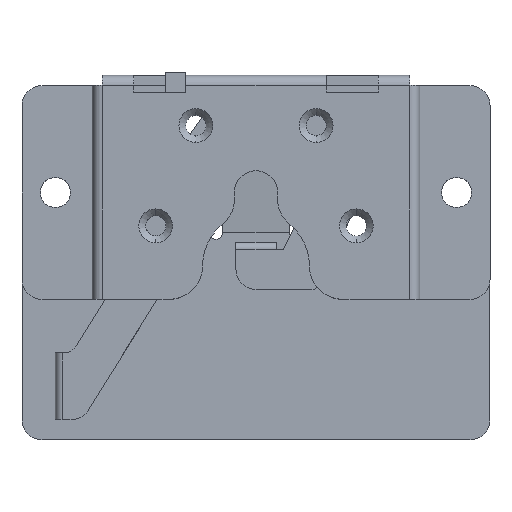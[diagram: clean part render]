
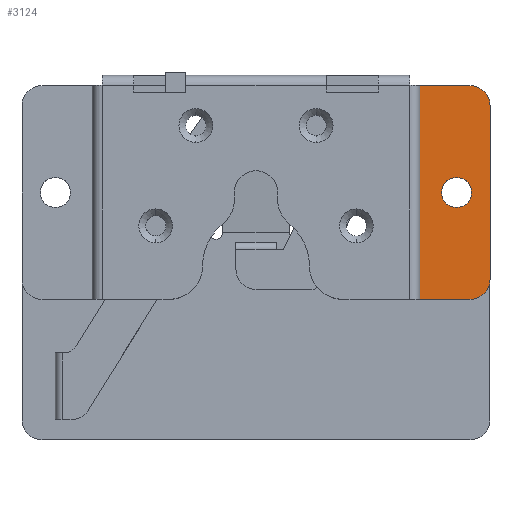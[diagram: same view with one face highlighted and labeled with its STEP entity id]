
A CAD part, top view. The second image highlights one B-rep face of the part: STEP entity #3124.
In plain terms, the highlighted face is planar.
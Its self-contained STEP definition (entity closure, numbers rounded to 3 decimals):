
#30 = AXIS2_PLACEMENT_3D ( 'NONE', #6459, #6460, #6461 ) ;
#33 = VECTOR ( 'NONE', #6423, 1000. ) ;
#79 = AXIS2_PLACEMENT_3D ( 'NONE', #6020, #6033, #6034 ) ;
#252 = CIRCLE ( 'NONE', #79, 2.25 ) ;
#311 = CIRCLE ( 'NONE', #7079, 3. ) ;
#340 = CIRCLE ( 'NONE', #30, 2.25 ) ;
#354 = EDGE_CURVE ( 'NONE', #3343, #3342, #252, .T. ) ;
#361 = CIRCLE ( 'NONE', #411, 3. ) ;
#410 = VECTOR ( 'NONE', #6748, 1000. ) ;
#411 = AXIS2_PLACEMENT_3D ( 'NONE', #6399, #6406, #6407 ) ;
#439 = VECTOR ( 'NONE', #6392, 1000. ) ;
#1542 = EDGE_LOOP ( 'NONE', ( #3766, #3768 ) ) ;
#1543 = EDGE_LOOP ( 'NONE', ( #3770, #3769, #3767, #3771, #3772, #3773 ) ) ;
#1778 = CARTESIAN_POINT ( 'NONE',  ( 24.5, -6.5, -16. ) ) ;
#1780 = CARTESIAN_POINT ( 'NONE',  ( 35., -6.5, 13. ) ) ;
#1781 = CARTESIAN_POINT ( 'NONE',  ( 32., -6.5, -16. ) ) ;
#1914 = CARTESIAN_POINT ( 'NONE',  ( 32.25, -6.5, 0. ) ) ;
#1915 = CARTESIAN_POINT ( 'NONE',  ( 27.75, -6.5, 0. ) ) ;
#1919 = CARTESIAN_POINT ( 'NONE',  ( 35., -6.5, -13. ) ) ;
#1933 = CARTESIAN_POINT ( 'NONE',  ( 24.5, -6.5, 16. ) ) ;
#1947 = CARTESIAN_POINT ( 'NONE',  ( 32., -6.5, 16. ) ) ;
#2987 = EDGE_CURVE ( 'NONE', #3361, #3206, #6390, .T. ) ;
#2992 = EDGE_CURVE ( 'NONE', #3375, #3208, #361, .T. ) ;
#2997 = EDGE_CURVE ( 'NONE', #3209, #3206, #6421, .T. ) ;
#3010 = EDGE_CURVE ( 'NONE', #3342, #3343, #340, .T. ) ;
#3065 = EDGE_CURVE ( 'NONE', #3208, #3347, #6746, .T. ) ;
#3124 = ADVANCED_FACE ( 'NONE', ( #7054, #7059 ), #6930, .F. ) ;
#3137 = EDGE_CURVE ( 'NONE', #3347, #3209, #311, .T. ) ;
#3206 = VERTEX_POINT ( 'NONE', #1778 ) ;
#3208 = VERTEX_POINT ( 'NONE', #1780 ) ;
#3209 = VERTEX_POINT ( 'NONE', #1781 ) ;
#3342 = VERTEX_POINT ( 'NONE', #1914 ) ;
#3343 = VERTEX_POINT ( 'NONE', #1915 ) ;
#3347 = VERTEX_POINT ( 'NONE', #1919 ) ;
#3361 = VERTEX_POINT ( 'NONE', #1933 ) ;
#3375 = VERTEX_POINT ( 'NONE', #1947 ) ;
#3766 = ORIENTED_EDGE ( 'NONE', *, *, #354, .T. ) ;
#3767 = ORIENTED_EDGE ( 'NONE', *, *, #2997, .T. ) ;
#3768 = ORIENTED_EDGE ( 'NONE', *, *, #3010, .T. ) ;
#3769 = ORIENTED_EDGE ( 'NONE', *, *, #3137, .T. ) ;
#3770 = ORIENTED_EDGE ( 'NONE', *, *, #3065, .T. ) ;
#3771 = ORIENTED_EDGE ( 'NONE', *, *, #2987, .F. ) ;
#3772 = ORIENTED_EDGE ( 'NONE', *, *, #6567, .F. ) ;
#3773 = ORIENTED_EDGE ( 'NONE', *, *, #2992, .T. ) ;
#4797 = LINE ( 'NONE', #4798, #7837 ) ;
#4798 = CARTESIAN_POINT ( 'NONE',  ( 24.5, -6.5, 16. ) ) ;
#4799 = DIRECTION ( 'NONE',  ( -1., 0., 0. ) ) ;
#6020 = CARTESIAN_POINT ( 'NONE',  ( 30., -6.5, 0. ) ) ;
#6033 = DIRECTION ( 'NONE',  ( 0., -1., 0. ) ) ;
#6034 = DIRECTION ( 'NONE',  ( 1., 0., 0. ) ) ;
#6390 = LINE ( 'NONE', #6391, #439 ) ;
#6391 = CARTESIAN_POINT ( 'NONE',  ( 24.5, -6.5, 16. ) ) ;
#6392 = DIRECTION ( 'NONE',  ( 0., 0., -1. ) ) ;
#6399 = CARTESIAN_POINT ( 'NONE',  ( 32., -6.5, 13. ) ) ;
#6406 = DIRECTION ( 'NONE',  ( 0., 1., 0. ) ) ;
#6407 = DIRECTION ( 'NONE',  ( 1., 0., 0. ) ) ;
#6421 = LINE ( 'NONE', #6422, #33 ) ;
#6422 = CARTESIAN_POINT ( 'NONE',  ( 24.5, -6.5, -16. ) ) ;
#6423 = DIRECTION ( 'NONE',  ( -1., 0., 0. ) ) ;
#6459 = CARTESIAN_POINT ( 'NONE',  ( 30., -6.5, 0. ) ) ;
#6460 = DIRECTION ( 'NONE',  ( 0., -1., 0. ) ) ;
#6461 = DIRECTION ( 'NONE',  ( 1., 0., 0. ) ) ;
#6567 = EDGE_CURVE ( 'NONE', #3375, #3361, #4797, .T. ) ;
#6746 = LINE ( 'NONE', #6747, #410 ) ;
#6747 = CARTESIAN_POINT ( 'NONE',  ( 35., -6.5, 16. ) ) ;
#6748 = DIRECTION ( 'NONE',  ( 0., 0., -1. ) ) ;
#6930 = PLANE ( 'NONE',  #7061 ) ;
#6931 = CARTESIAN_POINT ( 'NONE',  ( 24.5, -6.5, 16. ) ) ;
#6932 = DIRECTION ( 'NONE',  ( 0., -1., 0. ) ) ;
#6933 = DIRECTION ( 'NONE',  ( 1., 0., 0. ) ) ;
#6972 = CARTESIAN_POINT ( 'NONE',  ( 32., -6.5, -13. ) ) ;
#6973 = DIRECTION ( 'NONE',  ( 0., 1., 0. ) ) ;
#6974 = DIRECTION ( 'NONE',  ( 1., 0., 0. ) ) ;
#7054 = FACE_BOUND ( 'NONE', #1542, .T. ) ;
#7059 = FACE_OUTER_BOUND ( 'NONE', #1543, .T. ) ;
#7061 = AXIS2_PLACEMENT_3D ( 'NONE', #6931, #6932, #6933 ) ;
#7079 = AXIS2_PLACEMENT_3D ( 'NONE', #6972, #6973, #6974 ) ;
#7837 = VECTOR ( 'NONE', #4799, 1000. ) ;
